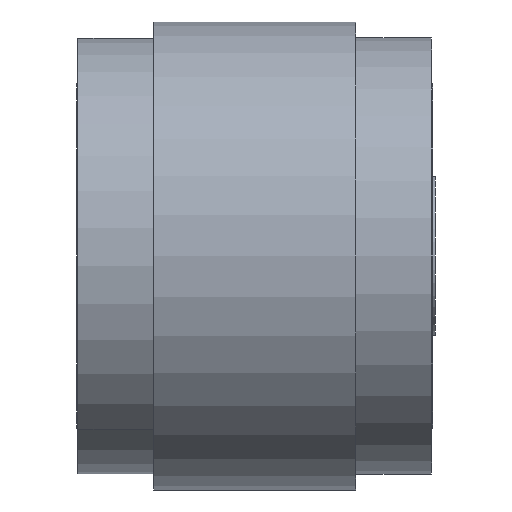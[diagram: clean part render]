
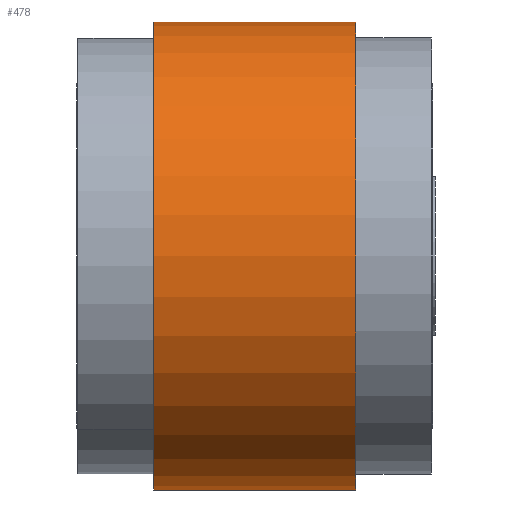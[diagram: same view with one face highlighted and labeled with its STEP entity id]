
A CAD part, left-side view. The second image highlights one B-rep face of the part: STEP entity #478.
In plain terms, the highlighted cylindrical face has radius 88 mm (diameter 176 mm), a partial arc.
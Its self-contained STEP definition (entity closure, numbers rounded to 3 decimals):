
#17 = CARTESIAN_POINT ( 'NONE',  ( -81.056, 15.893, 0. ) ) ;
#23 = CYLINDRICAL_SURFACE ( 'NONE', #938, 88. ) ;
#32 = EDGE_CURVE ( 'NONE', #688, #247, #492, .T. ) ;
#75 = VERTEX_POINT ( 'NONE', #408 ) ;
#89 = CARTESIAN_POINT ( 'NONE',  ( -81.056, 15.893, 0. ) ) ;
#127 = EDGE_LOOP ( 'NONE', ( #838, #438, #994, #834 ) ) ;
#131 = VECTOR ( 'NONE', #162, 1000. ) ;
#161 = AXIS2_PLACEMENT_3D ( 'NONE', #606, #306, #927 ) ;
#162 = DIRECTION ( 'NONE',  ( 0., -1., 0. ) ) ;
#201 = VERTEX_POINT ( 'NONE', #282 ) ;
#240 = LINE ( 'NONE', #555, #131 ) ;
#247 = VERTEX_POINT ( 'NONE', #900 ) ;
#282 = CARTESIAN_POINT ( 'NONE',  ( -81.056, -60.107, -88. ) ) ;
#303 = CIRCLE ( 'NONE', #321, 88. ) ;
#305 = CIRCLE ( 'NONE', #161, 88. ) ;
#306 = DIRECTION ( 'NONE',  ( 0., 1., 0. ) ) ;
#318 = CARTESIAN_POINT ( 'NONE',  ( -81.056, 15.893, 88. ) ) ;
#321 = AXIS2_PLACEMENT_3D ( 'NONE', #17, #634, #961 ) ;
#408 = CARTESIAN_POINT ( 'NONE',  ( -81.056, 15.893, -88. ) ) ;
#438 = ORIENTED_EDGE ( 'NONE', *, *, #558, .F. ) ;
#478 = ADVANCED_FACE ( 'NONE', ( #567 ), #23, .T. ) ;
#480 = DIRECTION ( 'NONE',  ( 0., -1., 0. ) ) ;
#492 = LINE ( 'NONE', #318, #1004 ) ;
#545 = EDGE_CURVE ( 'NONE', #75, #201, #240, .T. ) ;
#555 = CARTESIAN_POINT ( 'NONE',  ( -81.056, 15.893, -88. ) ) ;
#558 = EDGE_CURVE ( 'NONE', #75, #688, #303, .T. ) ;
#567 = FACE_OUTER_BOUND ( 'NONE', #127, .T. ) ;
#606 = CARTESIAN_POINT ( 'NONE',  ( -81.056, -60.107, 0. ) ) ;
#634 = DIRECTION ( 'NONE',  ( 0., 1., 0. ) ) ;
#688 = VERTEX_POINT ( 'NONE', #908 ) ;
#706 = DIRECTION ( 'NONE',  ( 0., -1., 0. ) ) ;
#804 = DIRECTION ( 'NONE',  ( 0., 0., -1. ) ) ;
#821 = EDGE_CURVE ( 'NONE', #201, #247, #305, .T. ) ;
#834 = ORIENTED_EDGE ( 'NONE', *, *, #821, .T. ) ;
#838 = ORIENTED_EDGE ( 'NONE', *, *, #32, .F. ) ;
#900 = CARTESIAN_POINT ( 'NONE',  ( -81.056, -60.107, 88. ) ) ;
#908 = CARTESIAN_POINT ( 'NONE',  ( -81.056, 15.893, 88. ) ) ;
#927 = DIRECTION ( 'NONE',  ( 0., 0., 1. ) ) ;
#938 = AXIS2_PLACEMENT_3D ( 'NONE', #89, #706, #804 ) ;
#961 = DIRECTION ( 'NONE',  ( 0., 0., 1. ) ) ;
#994 = ORIENTED_EDGE ( 'NONE', *, *, #545, .T. ) ;
#1004 = VECTOR ( 'NONE', #480, 1000. ) ;
